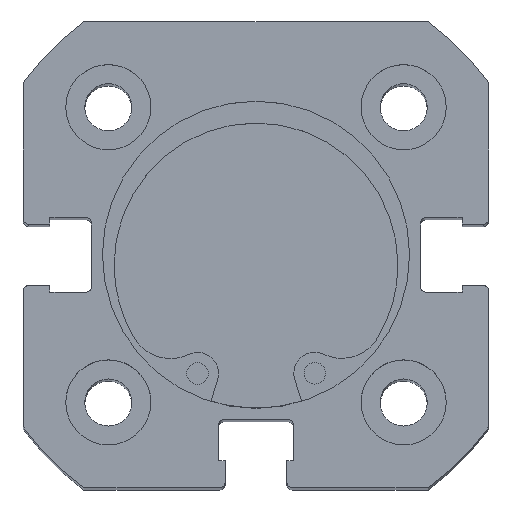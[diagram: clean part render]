
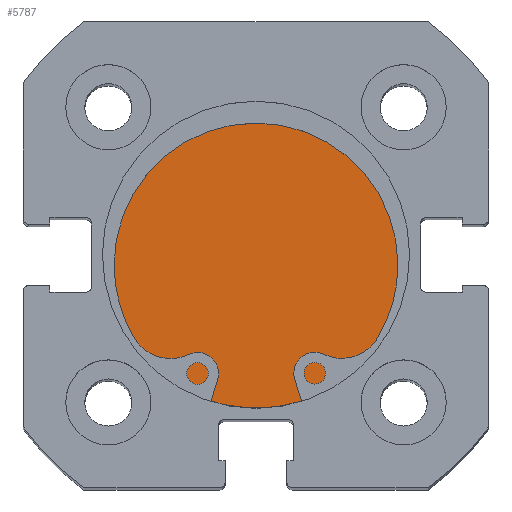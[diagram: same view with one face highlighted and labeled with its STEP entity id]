
A CAD part, top view. The second image highlights one B-rep face of the part: STEP entity #5787.
In plain terms, the highlighted face is planar.
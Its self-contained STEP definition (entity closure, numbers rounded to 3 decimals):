
#300 = CARTESIAN_POINT ( 'NONE',  ( 6., 0., 13.5 ) ) ;
#369 = VERTEX_POINT ( 'NONE', #300 ) ;
#370 = VERTEX_POINT ( 'NONE', #646 ) ;
#646 = CARTESIAN_POINT ( 'NONE',  ( 6., 0., -13.5 ) ) ;
#1086 = ORIENTED_EDGE ( 'NONE', *, *, #1510, .F. ) ;
#1160 = ORIENTED_EDGE ( 'NONE', *, *, #1499, .F. ) ;
#1499 = EDGE_CURVE ( 'NONE', #369, #370, #5546, .T. ) ;
#1510 = EDGE_CURVE ( 'NONE', #370, #369, #5559, .T. ) ;
#1645 = AXIS2_PLACEMENT_3D ( 'NONE', #3707, #3710, #1709 ) ;
#1709 = DIRECTION ( 'NONE',  ( 0., 0., 1. ) ) ;
#2304 = FACE_OUTER_BOUND ( 'NONE', #2464, .T. ) ;
#2464 = EDGE_LOOP ( 'NONE', ( #1160, #1086 ) ) ;
#2766 = CARTESIAN_POINT ( 'NONE',  ( 6., 0., 0. ) ) ;
#2772 = DIRECTION ( 'NONE',  ( -1., 0., 0. ) ) ;
#2773 = DIRECTION ( 'NONE',  ( 0., 0., 1. ) ) ;
#2800 = CARTESIAN_POINT ( 'NONE',  ( 6., 0., 0. ) ) ;
#2802 = DIRECTION ( 'NONE',  ( -1., 0., 0. ) ) ;
#2803 = DIRECTION ( 'NONE',  ( 0., 0., 1. ) ) ;
#3704 = PLANE ( 'NONE',  #1645 ) ;
#3707 = CARTESIAN_POINT ( 'NONE',  ( 6., 13.5, 0. ) ) ;
#3710 = DIRECTION ( 'NONE',  ( -1., 0., 0. ) ) ;
#4131 = AXIS2_PLACEMENT_3D ( 'NONE', #2800, #2802, #2803 ) ;
#4298 = AXIS2_PLACEMENT_3D ( 'NONE', #2766, #2772, #2773 ) ;
#5546 = CIRCLE ( 'NONE', #4298, 13.5 ) ;
#5559 = CIRCLE ( 'NONE', #4131, 13.5 ) ;
#5787 = ADVANCED_FACE ( 'NONE', ( #2304 ), #3704, .F. ) ;
